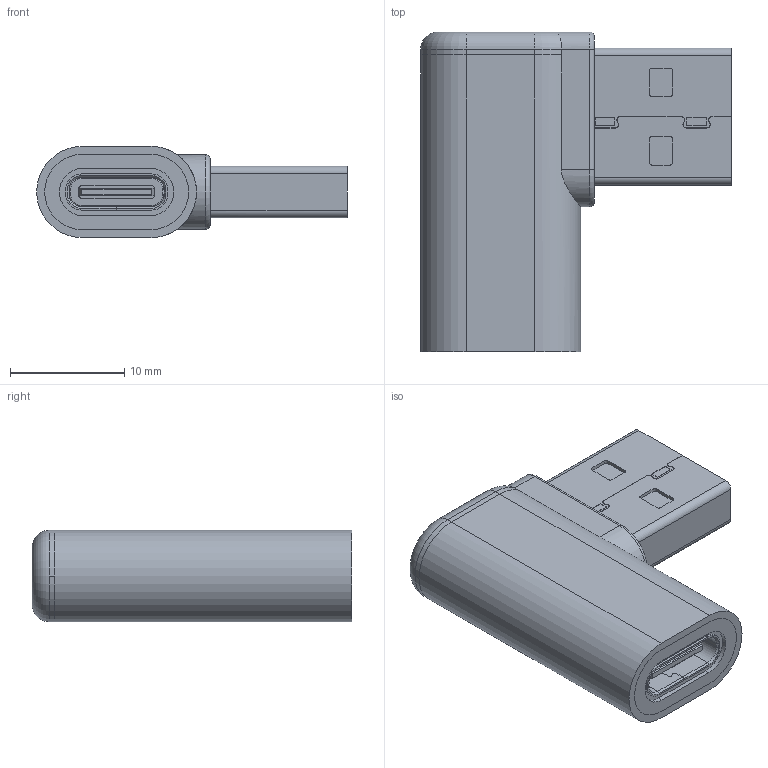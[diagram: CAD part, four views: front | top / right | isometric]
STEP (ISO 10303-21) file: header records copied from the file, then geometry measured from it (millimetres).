
FILE_DESCRIPTION (( 'STEP AP214' ), '1' );
FILE_NAME ('LU3AMCFRA_3D.step', '2024-10-10T21:22:57', ( '' ), ( '' ), 'SwSTEP 2.0', 'SolidWorks 2022', '' );
FILE_SCHEMA (( 'AUTOMOTIVE_DESIGN' ));
Length unit declared in the file: inch
Products named in the file (16): D5_ASM_12_ASM^USB30-CP_ASM_6_ASM_164-190-U3AMCFRA- USB 3.0 AM TO TYPE CF 左弯(2)_LU3AMCFRA; CHANG4_34^C4_ASM_16_ASM_USB30-CP_ASM_6_ASM_164-190-U3AMCFRA- USB 3.0 AM TO TYPE CF 左弯(2)_LU3AMCFRA; USB30-CP_ASM_6_ASM^164-190-U3AMCFRA- USB 3.0 AM TO TYPE CF 左弯(2)_LU3AMCFRA; TER-5_8^D5_ASM_12_ASM_USB30-CP_ASM_6_ASM_164-190-U3AMCFRA- USB 3.0 AM TO TYPE CF 左弯(2)_LU3AMCFRA; TYPECFJIAOXIN^TYPECF_ASM_164-190-U3AMCFRA- USB 3.0 AM TO TYPE CF 左弯(2)_LU3AMCFRA; C4_ASM_16_ASM^USB30-CP_ASM_6_ASM_164-190-U3AMCFRA- USB 3.0 AM TO TYPE CF 左弯(2)_LU3AMCFRA; TER-4_16^C4_ASM_16_ASM_USB30-CP_ASM_6_ASM_164-190-U3AMCFRA- USB 3.0 AM TO TYPE CF 左弯(2)_LU3AMCFRA; TYPECFGANGKE^TYPECF_ASM_164-190-U3AMCFRA- USB 3.0 AM TO TYPE CF 左弯(2)_LU3AMCFRA; LVKEU^164-190-U3AMCFRA- USB 3.0 AM TO TYPE CF 左弯(2)_LU3AMCFRA; LU3AMCFRA_3D; TYPECFDZ^TYPECF_ASM_164-190-U3AMCFRA- USB 3.0 AM TO TYPE CF 左弯(2)_LU3AMCFRA; AMKE^USB30-CP_ASM_6_ASM_164-190-U3AMCFRA- USB 3.0 AM TO TYPE CF 左弯(2)_LU3AMCFRA; 164-190-U3AMCFRA- USB 3.0 AM TO TYPE CF 左弯(2)^LU3AMCFRA; TYPECF_ASM^164-190-U3AMCFRA- USB 3.0 AM TO TYPE CF 左弯(2)_LU3AMCFRA; PVC2^164-190-U3AMCFRA- USB 3.0 AM TO TYPE CF 左弯(2)_LU3AMCFRA; DUAI5_36^D5_ASM_12_ASM_USB30-CP_ASM_6_ASM_164-190-U3AMCFRA- USB 3.0 AM TO TYPE CF 左弯(2)_LU3AMCFRA
Assembly tree (16 placements, depth 5):
  LU3AMCFRA_3D
    164-190-U3AMCFRA- USB 3.0 AM TO TYPE CF 左弯(2)^LU3AMCFRA
      TYPECF_ASM^164-190-U3AMCFRA- USB 3.0 AM TO TYPE CF 左弯(2)_LU3AMCFRA
        TYPECFJIAOXIN^TYPECF_ASM_164-190-U3AMCFRA- USB 3.0 AM TO TYPE CF 左弯(2)_LU3AMCFRA
        TYPECFDZ^TYPECF_ASM_164-190-U3AMCFRA- USB 3.0 AM TO TYPE CF 左弯(2)_LU3AMCFRA  x2
        TYPECFGANGKE^TYPECF_ASM_164-190-U3AMCFRA- USB 3.0 AM TO TYPE CF 左弯(2)_LU3AMCFRA
      USB30-CP_ASM_6_ASM^164-190-U3AMCFRA- USB 3.0 AM TO TYPE CF 左弯(2)_LU3AMCFRA
        C4_ASM_16_ASM^USB30-CP_ASM_6_ASM_164-190-U3AMCFRA- USB 3.0 AM TO TYPE CF 左弯(2)_LU3AMCFRA
          CHANG4_34^C4_ASM_16_ASM_USB30-CP_ASM_6_ASM_164-190-U3AMCFRA- USB 3.0 AM TO TYPE CF 左弯(2)_LU3AMCFRA
          TER-4_16^C4_ASM_16_ASM_USB30-CP_ASM_6_ASM_164-190-U3AMCFRA- USB 3.0 AM TO TYPE CF 左弯(2)_LU3AMCFRA
        D5_ASM_12_ASM^USB30-CP_ASM_6_ASM_164-190-U3AMCFRA- USB 3.0 AM TO TYPE CF 左弯(2)_LU3AMCFRA
          DUAI5_36^D5_ASM_12_ASM_USB30-CP_ASM_6_ASM_164-190-U3AMCFRA- USB 3.0 AM TO TYPE CF 左弯(2)_LU3AMCFRA
          TER-5_8^D5_ASM_12_ASM_USB30-CP_ASM_6_ASM_164-190-U3AMCFRA- USB 3.0 AM TO TYPE CF 左弯(2)_LU3AMCFRA
        AMKE^USB30-CP_ASM_6_ASM_164-190-U3AMCFRA- USB 3.0 AM TO TYPE CF 左弯(2)_LU3AMCFRA
      PVC2^164-190-U3AMCFRA- USB 3.0 AM TO TYPE CF 左弯(2)_LU3AMCFRA
      LVKEU^164-190-U3AMCFRA- USB 3.0 AM TO TYPE CF 左弯(2)_LU3AMCFRA
Bounding box: 27.2 x 28 x 8 mm (x, y, z)
Volume: 2917.8 mm3; surface area: 6218.5 mm2
Topology: 40 solids, 44 shells, 2096 faces, 5861 edges, 3882 vertices
Faces by surface type: plane 1342, cylinder 720, torus 16, bspline 10, cone 8
Entity records: 55502 total; most frequent: CARTESIAN_POINT 10919, ORIENTED_EDGE 9338, DIRECTION 8942, EDGE_CURVE 4669, LINE 3392, VECTOR 3392, VERTEX_POINT 3090, AXIS2_PLACEMENT_3D 2775
